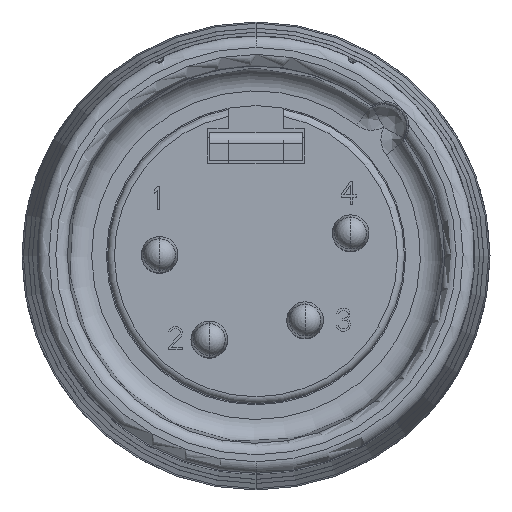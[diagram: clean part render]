
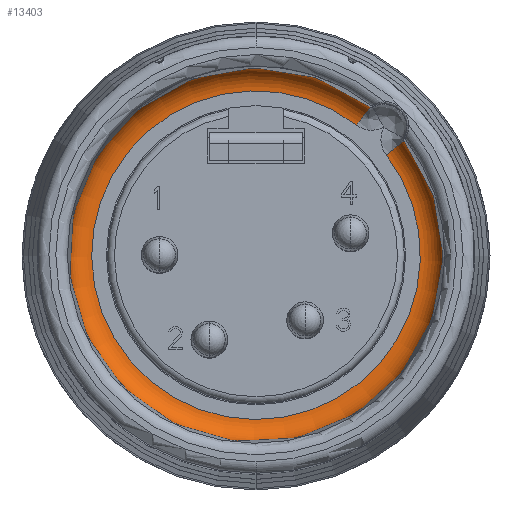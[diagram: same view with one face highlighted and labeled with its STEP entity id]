
A CAD part, top view. The second image highlights one B-rep face of the part: STEP entity #13403.
In plain terms, the highlighted toroidal (fillet/blend) face has major radius 7.139 mm and minor radius 0.99 mm.
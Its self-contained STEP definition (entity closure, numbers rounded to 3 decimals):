
#43=CARTESIAN_POINT('',(0.,0.,0.985));
#44=DIRECTION('',(0.,0.,1.));
#45=DIRECTION('',(0.611,0.792,0.));
#46=AXIS2_PLACEMENT_3D('',#43,#44,#45);
#48=CARTESIAN_POINT('',(4.964,6.438,0.985));
#49=CARTESIAN_POINT('',(4.964,6.437,0.899));
#50=CARTESIAN_POINT('',(4.949,6.419,0.727));
#51=CARTESIAN_POINT('',(4.888,6.339,0.486));
#52=CARTESIAN_POINT('',(4.791,6.213,0.28));
#53=CARTESIAN_POINT('',(4.664,6.049,0.122));
#54=CARTESIAN_POINT('',(4.517,5.858,0.023));
#55=CARTESIAN_POINT('',(4.412,5.722,0.));
#56=CARTESIAN_POINT('',(4.359,5.654,0.));
#58=CARTESIAN_POINT('',(0.,0.,0.));
#59=DIRECTION('',(0.,0.,1.));
#60=DIRECTION('',(0.611,0.792,0.));
#61=AXIS2_PLACEMENT_3D('',#58,#59,#60);
#63=CARTESIAN_POINT('',(5.654,4.359,0.99));
#64=DIRECTION('',(0.611,-0.792,0.));
#65=DIRECTION('',(0.,0.,-1.));
#66=AXIS2_PLACEMENT_3D('',#63,#64,#65);
#11800=CARTESIAN_POINT('',(4.964,6.438,
0.985));
#11801=CARTESIAN_POINT('',(6.438,4.964,
0.985));
#11802=VERTEX_POINT('',#11800);
#11803=VERTEX_POINT('',#11801);
#11804=CARTESIAN_POINT('',(4.359,5.654,0.));
#11805=CARTESIAN_POINT('',(5.654,4.359,0.));
#11806=VERTEX_POINT('',#11804);
#11807=VERTEX_POINT('',#11805);
#13389=CARTESIAN_POINT('',(0.,0.,0.99));
#13390=DIRECTION('',(0.,0.,-1.));
#13391=DIRECTION('',(0.705,0.709,0.));
#13392=AXIS2_PLACEMENT_3D('',#13389,#13390,#13391);
#13393=TOROIDAL_SURFACE('',#13392,7.139,0.99);
#13394=ORIENTED_EDGE('',*,*,#13334,.F.);
#13396=ORIENTED_EDGE('',*,*,#13395,.T.);
#13398=ORIENTED_EDGE('',*,*,#13397,.T.);
#13400=ORIENTED_EDGE('',*,*,#13399,.T.);
#13401=EDGE_LOOP('',(#13394,#13396,#13398,#13400));
#13402=FACE_OUTER_BOUND('',#13401,.F.);
#13403=ADVANCED_FACE('',(#13402),#13393,.F.);
#47=CIRCLE('',#46,8.129);
#57=B_SPLINE_CURVE_WITH_KNOTS('',3,(#48,#49,#50,#51,#52,#53,#54,#55,#56),
.UNSPECIFIED.,.F.,.F.,(4,1,1,1,1,1,4),(0.,0.167,0.333,
0.5,0.667,0.833,1.),.UNSPECIFIED.);
#62=CIRCLE('',#61,7.139);
#67=CIRCLE('',#66,0.99);
#13334=EDGE_CURVE('',#11802,#11803,#47,.T.);
#13395=EDGE_CURVE('',#11802,#11806,#57,.T.);
#13397=EDGE_CURVE('',#11806,#11807,#62,.T.);
#13399=EDGE_CURVE('',#11807,#11803,#67,.T.);
